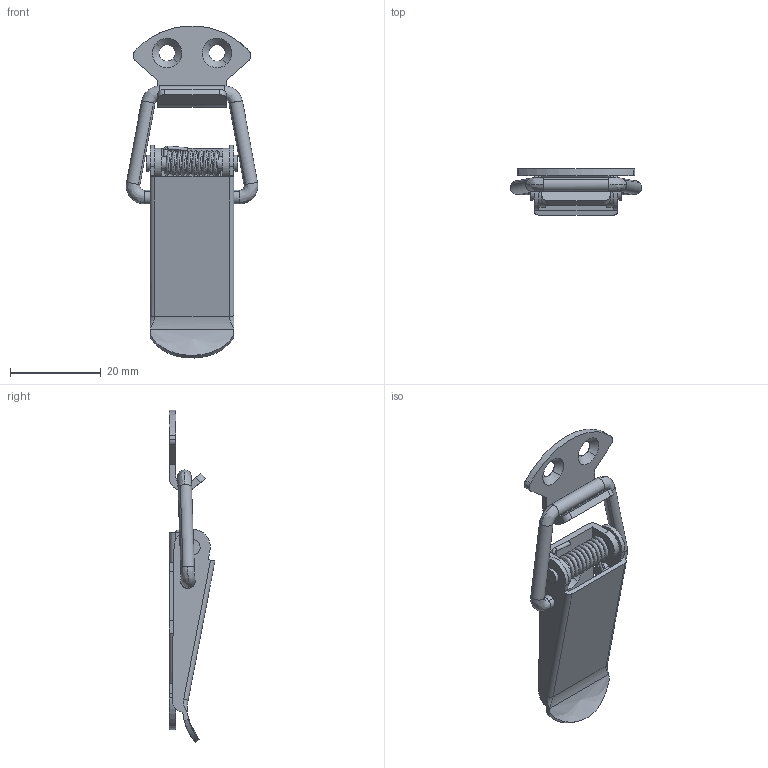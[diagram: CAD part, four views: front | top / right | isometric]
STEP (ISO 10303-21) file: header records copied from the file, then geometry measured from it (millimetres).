
FILE_DESCRIPTION((''),'2;1');
FILE_NAME('','2011-04-26T15:50:05',(''),(''),'','CADfix','');
FILE_SCHEMA(('AUTOMOTIVE_DESIGN { 1 0 10303 214 1 1 1 1 }'));
Length unit declared in the file: millimetre
Bounding box: 28.99 x 10.12 x 73.16 mm (x, y, z)
Volume: 3278.9 mm3; surface area: 6198.2 mm2
Topology: 7 solids, 7 shells, 160 faces, 591 edges, 444 vertices
Faces by surface type: bspline 160
Entity records: 12084 total; most frequent: CARTESIAN_POINT 8598, ORIENTED_EDGE 1178, EDGE_CURVE 589, VERTEX_POINT 445, B_SPLINE_CURVE_WITH_KNOTS 383, QUASI_UNIFORM_CURVE 205, EDGE_LOOP 182, FACE_OUTER_BOUND 159
